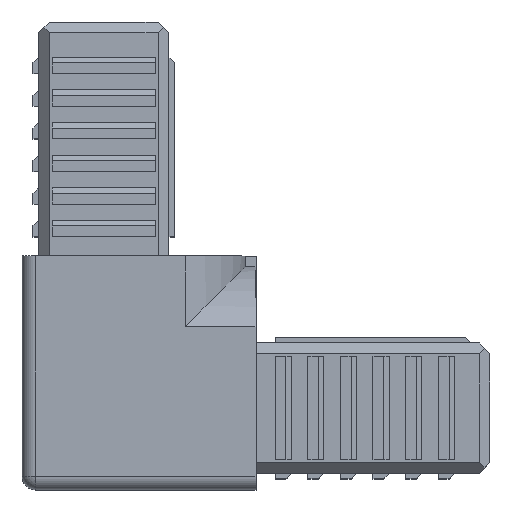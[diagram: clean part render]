
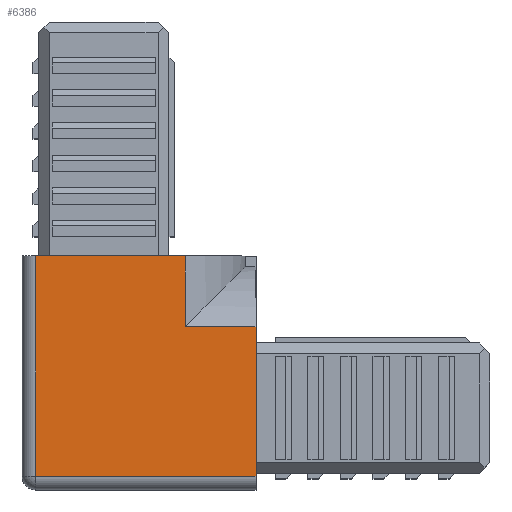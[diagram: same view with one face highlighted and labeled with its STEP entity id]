
A CAD part, top view. The second image highlights one B-rep face of the part: STEP entity #6386.
In plain terms, the highlighted planar face has unit normal (0, 0, 1).
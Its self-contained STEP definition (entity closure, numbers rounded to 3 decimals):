
#487=FACE_OUTER_BOUND($,#888,.T.);
#888=EDGE_LOOP($,(#5678,#5679,#5680,#5681,#5682,#5683));
#1079=LINE($,#8871,#1896);
#1108=LINE($,#8948,#1925);
#1573=LINE($,#9901,#2390);
#1576=LINE($,#9905,#2393);
#1704=LINE($,#10200,#2521);
#1709=LINE($,#10210,#2526);
#1896=VECTOR($,#7210,27.5);
#1925=VECTOR($,#7263,27.5);
#2390=VECTOR($,#8018,40.5);
#2393=VECTOR($,#8023,40.5);
#2521=VECTOR($,#8391,13.);
#2526=VECTOR($,#8404,13.);
#2678=VERTEX_POINT($,#8868);
#2679=VERTEX_POINT($,#8870);
#2714=VERTEX_POINT($,#8945);
#2715=VERTEX_POINT($,#8947);
#3055=VERTEX_POINT($,#9882);
#3104=VERTEX_POINT($,#10197);
#3322=EDGE_CURVE($,#2679,#2678,#1079,.T.);
#3361=EDGE_CURVE($,#2715,#2714,#1108,.T.);
#3834=EDGE_CURVE($,#2715,#3055,#1573,.T.);
#3837=EDGE_CURVE($,#3055,#2678,#1576,.T.);
#3969=EDGE_CURVE($,#2714,#3104,#1704,.T.);
#3975=EDGE_CURVE($,#3104,#2679,#1709,.T.);
#5678=ORIENTED_EDGE($,*,*,#3834,.F.);
#5679=ORIENTED_EDGE($,*,*,#3361,.T.);
#5680=ORIENTED_EDGE($,*,*,#3969,.T.);
#5681=ORIENTED_EDGE($,*,*,#3975,.T.);
#5682=ORIENTED_EDGE($,*,*,#3322,.T.);
#5683=ORIENTED_EDGE($,*,*,#3837,.F.);
#6044=PLANE($,#6793);
#6386=ADVANCED_FACE($,(#487),#6044,.T.);
#6793=AXIS2_PLACEMENT_3D($,#10209,#8402,#8403);
#7210=DIRECTION($,(-1.,0.,0.));
#7263=DIRECTION($,(0.,1.,0.));
#8018=DIRECTION($,(-1.,0.,0.));
#8023=DIRECTION($,(0.,1.,0.));
#8391=DIRECTION($,(-1.,0.,0.));
#8402=DIRECTION('center_axis',(0.,0.,1.));
#8403=DIRECTION('ref_axis',(1.,0.,0.));
#8404=DIRECTION($,(0.,1.,0.));
#8868=CARTESIAN_POINT('',(-19.,21.5,15.));
#8870=CARTESIAN_POINT('',(8.5,21.5,15.));
#8871=CARTESIAN_POINT($,(-21.5,21.5,15.));
#8945=CARTESIAN_POINT('',(21.5,8.5,15.));
#8947=CARTESIAN_POINT('',(21.5,-19.,15.));
#8948=CARTESIAN_POINT($,(21.5,8.5,15.));
#9882=CARTESIAN_POINT('',(-19.,-19.,15.));
#9901=CARTESIAN_POINT($,(-11.241,-19.,15.));
#9905=CARTESIAN_POINT($,(-19.,10.259,15.));
#10197=CARTESIAN_POINT('',(8.5,8.5,15.));
#10200=CARTESIAN_POINT($,(8.5,8.5,15.));
#10209=CARTESIAN_POINT('Origin',(-0.983,-0.983,
15.));
#10210=CARTESIAN_POINT($,(8.5,21.5,15.));
